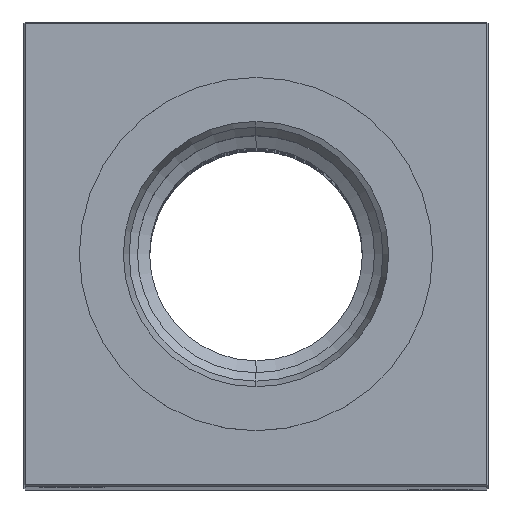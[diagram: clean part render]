
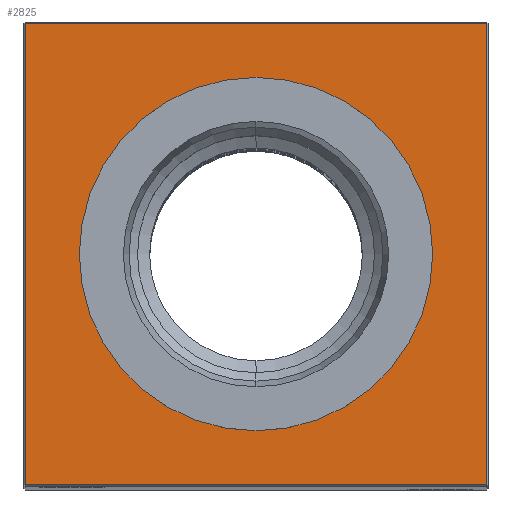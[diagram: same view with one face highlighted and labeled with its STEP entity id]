
A CAD part, top view. The second image highlights one B-rep face of the part: STEP entity #2825.
In plain terms, the highlighted planar face has unit normal (0, 0, 1).
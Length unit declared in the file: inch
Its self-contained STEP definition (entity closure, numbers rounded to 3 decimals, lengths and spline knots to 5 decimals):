
#10 = ORIENTED_EDGE ( 'NONE', *, *, #7855, .T. ) ;
#318 = DIRECTION ( 'NONE',  ( 0., -1., 0. ) ) ;
#661 = VERTEX_POINT ( 'NONE', #27919 ) ;
#1818 = CARTESIAN_POINT ( 'NONE',  ( 0., 0., 14. ) ) ;
#2510 = VERTEX_POINT ( 'NONE', #28475 ) ;
#2577 = CARTESIAN_POINT ( 'NONE',  ( -1.49, 0., 14. ) ) ;
#2825 = ADVANCED_FACE ( 'NONE', ( #16999, #28007 ), #3351, .F. ) ;
#2982 = AXIS2_PLACEMENT_3D ( 'NONE', #1818, #28559, #10428 ) ;
#3206 = DIRECTION ( 'NONE',  ( 0., 0., -1. ) ) ;
#3351 = PLANE ( 'NONE',  #27582 ) ;
#3519 = VECTOR ( 'NONE', #6246, 39.37008 ) ;
#4814 = ORIENTED_EDGE ( 'NONE', *, *, #23328, .T. ) ;
#6246 = DIRECTION ( 'NONE',  ( 0., 1., 0. ) ) ;
#6456 = EDGE_CURVE ( 'NONE', #8748, #26080, #6486, .T. ) ;
#6486 = LINE ( 'NONE', #24575, #16550 ) ;
#6932 = VERTEX_POINT ( 'NONE', #10547 ) ;
#7578 = EDGE_CURVE ( 'NONE', #6932, #2510, #13737, .T. ) ;
#7646 = EDGE_LOOP ( 'NONE', ( #25176, #18521, #4814, #15865 ) ) ;
#7665 = CARTESIAN_POINT ( 'NONE',  ( 0., 0., 14. ) ) ;
#7771 = CARTESIAN_POINT ( 'NONE',  ( 0., 1.49, 14. ) ) ;
#7855 = EDGE_CURVE ( 'NONE', #2510, #6932, #25258, .T. ) ;
#8554 = VECTOR ( 'NONE', #21707, 39.37008 ) ;
#8748 = VERTEX_POINT ( 'NONE', #18753 ) ;
#8756 = ORIENTED_EDGE ( 'NONE', *, *, #7578, .T. ) ;
#8801 = EDGE_CURVE ( 'NONE', #12800, #661, #28560, .T. ) ;
#10428 = DIRECTION ( 'NONE',  ( -1., 0., 0. ) ) ;
#10547 = CARTESIAN_POINT ( 'NONE',  ( 0., -1.14173, 14. ) ) ;
#11484 = VECTOR ( 'NONE', #318, 39.37008 ) ;
#12800 = VERTEX_POINT ( 'NONE', #21319 ) ;
#13737 = CIRCLE ( 'NONE', #23196, 1.14173 ) ;
#15647 = DIRECTION ( 'NONE',  ( 0., 0., -1. ) ) ;
#15865 = ORIENTED_EDGE ( 'NONE', *, *, #8801, .T. ) ;
#16550 = VECTOR ( 'NONE', #29199, 39.37008 ) ;
#16650 = LINE ( 'NONE', #2577, #11484 ) ;
#16999 = FACE_OUTER_BOUND ( 'NONE', #7646, .T. ) ;
#17509 = CARTESIAN_POINT ( 'NONE',  ( 1.49, 0., 14. ) ) ;
#18521 = ORIENTED_EDGE ( 'NONE', *, *, #6456, .T. ) ;
#18753 = CARTESIAN_POINT ( 'NONE',  ( -1.49, -1.49, 14. ) ) ;
#19041 = EDGE_LOOP ( 'NONE', ( #10, #8756 ) ) ;
#21308 = DIRECTION ( 'NONE',  ( -1., 0., 0. ) ) ;
#21319 = CARTESIAN_POINT ( 'NONE',  ( 1.49, 1.49, 14. ) ) ;
#21707 = DIRECTION ( 'NONE',  ( -1., 0., 0. ) ) ;
#23196 = AXIS2_PLACEMENT_3D ( 'NONE', #26486, #15647, #29176 ) ;
#23328 = EDGE_CURVE ( 'NONE', #26080, #12800, #26562, .T. ) ;
#24575 = CARTESIAN_POINT ( 'NONE',  ( 0., -1.49, 14. ) ) ;
#25176 = ORIENTED_EDGE ( 'NONE', *, *, #28462, .T. ) ;
#25258 = CIRCLE ( 'NONE', #2982, 1.14173 ) ;
#26080 = VERTEX_POINT ( 'NONE', #28927 ) ;
#26486 = CARTESIAN_POINT ( 'NONE',  ( 0., 0., 14. ) ) ;
#26562 = LINE ( 'NONE', #17509, #3519 ) ;
#27582 = AXIS2_PLACEMENT_3D ( 'NONE', #7665, #3206, #21308 ) ;
#27919 = CARTESIAN_POINT ( 'NONE',  ( -1.49, 1.49, 14. ) ) ;
#28007 = FACE_BOUND ( 'NONE', #19041, .T. ) ;
#28462 = EDGE_CURVE ( 'NONE', #661, #8748, #16650, .T. ) ;
#28475 = CARTESIAN_POINT ( 'NONE',  ( 0., 1.14173, 14. ) ) ;
#28559 = DIRECTION ( 'NONE',  ( 0., 0., -1. ) ) ;
#28560 = LINE ( 'NONE', #7771, #8554 ) ;
#28927 = CARTESIAN_POINT ( 'NONE',  ( 1.49, -1.49, 14. ) ) ;
#29176 = DIRECTION ( 'NONE',  ( -1., 0., 0. ) ) ;
#29199 = DIRECTION ( 'NONE',  ( 1., 0., 0. ) ) ;
